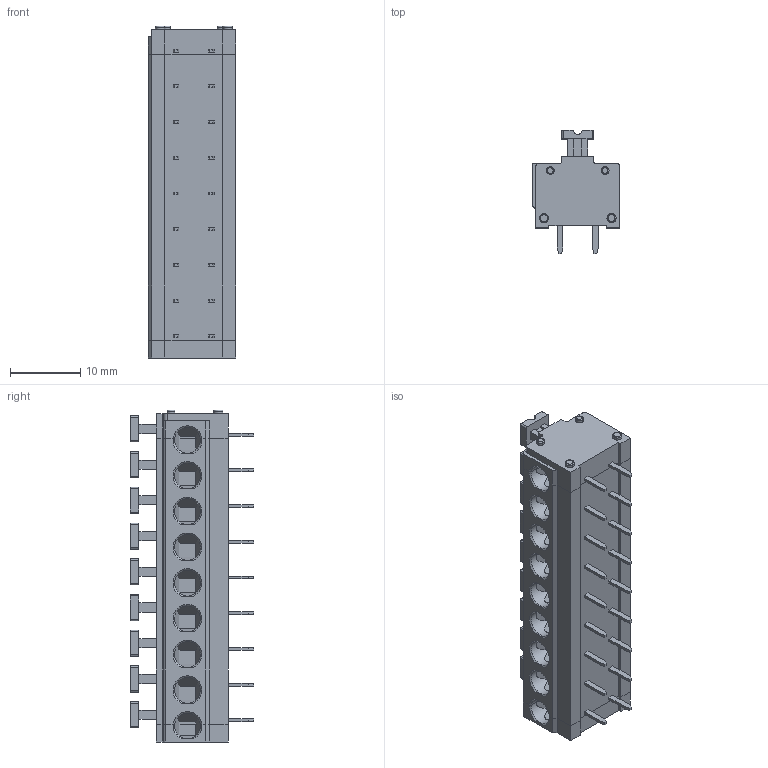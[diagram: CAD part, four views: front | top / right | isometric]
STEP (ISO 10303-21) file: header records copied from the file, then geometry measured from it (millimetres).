
FILE_DESCRIPTION( ( 'Unknown' ), '1' );
FILE_NAME( '691411510009.stp', 'Unknown', ( 'Unknown' ), ( 'Unknown' ), 'PSStep 18.0.17', 'Unknown', ' ' );
FILE_SCHEMA( ( 'AUTOMOTIVE_DESIGN { 1 0 10303 214 1 1 1 1 }' ) );
Length unit declared in the file: millimetre
Products named in the file (4): Assem1; MRT1P5.08_SX; MRT1P5.08_DX; 691411510009
Assembly tree (3 placements, depth 2):
  Assem1
    MRT1P5.08_SX
    MRT1P5.08_DX
    691411510009
Bounding box: 12.5 x 17.5 x 47.22 mm (x, y, z)
Volume: 4967 mm3; surface area: 4477.9 mm2
Topology: 3 solids, 3 shells, 834 faces, 2229 edges, 1466 vertices
Faces by surface type: plane 710, cylinder 103, cone 17, torus 4
Full cylindrical faces by diameter (mm): 1.05 x2, 1.1 x2, 1.25 x2, 1.3 x2, 3.7 x7
Entity records: 32525 total; most frequent: CARTESIAN_POINT 4874, ORIENTED_EDGE 4398, DIRECTION 4123, EDGE_CURVE 2199, LINE 1915, VECTOR 1915, VERTEX_POINT 1459, AXIS2_PLACEMENT_3D 1104
